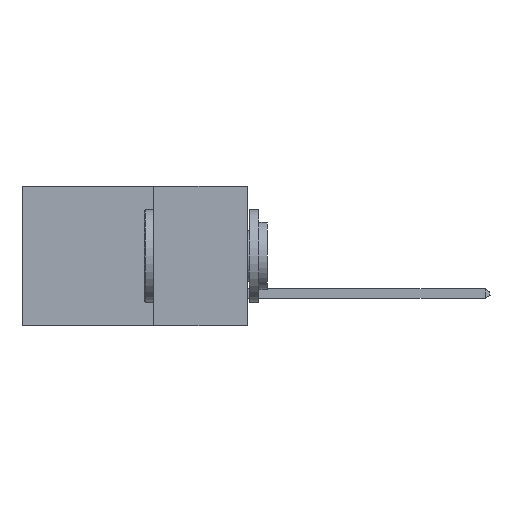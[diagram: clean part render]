
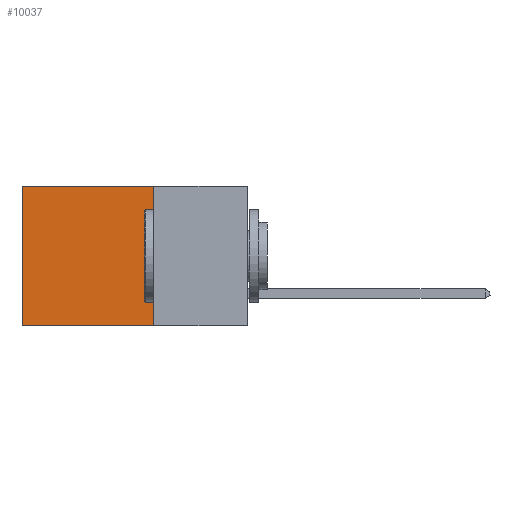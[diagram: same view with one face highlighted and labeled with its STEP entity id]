
A CAD part, left-side view. The second image highlights one B-rep face of the part: STEP entity #10037.
In plain terms, the highlighted planar face has unit normal (-1, 0, 0).
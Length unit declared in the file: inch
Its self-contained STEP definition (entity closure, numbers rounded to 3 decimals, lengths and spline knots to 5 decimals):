
#1472 = DIRECTION ( 'NONE',  ( 0., 0., -1. ) ) ;
#1737 = EDGE_CURVE ( 'NONE', #12882, #11173, #19210, .T. ) ;
#2622 = FACE_OUTER_BOUND ( 'NONE', #3787, .T. ) ;
#2990 = VERTEX_POINT ( 'NONE', #14280 ) ;
#3787 = EDGE_LOOP ( 'NONE', ( #9077, #7371, #18507, #11951 ) ) ;
#4428 = EDGE_CURVE ( 'NONE', #11173, #5205, #16784, .T. ) ;
#5205 = VERTEX_POINT ( 'NONE', #10100 ) ;
#5232 = CARTESIAN_POINT ( 'NONE',  ( 0.298, 0.25, -0.37 ) ) ;
#5445 = CARTESIAN_POINT ( 'NONE',  ( 0.298, 0.25, -0.37 ) ) ;
#6132 = EDGE_CURVE ( 'NONE', #12882, #2990, #19289, .T. ) ;
#6972 = VECTOR ( 'NONE', #10865, 39.37008 ) ;
#7371 = ORIENTED_EDGE ( 'NONE', *, *, #4428, .F. ) ;
#7397 = DIRECTION ( 'NONE',  ( 0., 0., -1. ) ) ;
#8925 = VECTOR ( 'NONE', #18425, 39.37008 ) ;
#9077 = ORIENTED_EDGE ( 'NONE', *, *, #22436, .T. ) ;
#10037 = ADVANCED_FACE ( 'NONE', ( #2622 ), #11238, .F. ) ;
#10100 = CARTESIAN_POINT ( 'NONE',  ( 0.298, 0.6, -0.37 ) ) ;
#10253 = VECTOR ( 'NONE', #20505, 39.37008 ) ;
#10865 = DIRECTION ( 'NONE',  ( 0., 1., 0. ) ) ;
#11173 = VERTEX_POINT ( 'NONE', #5445 ) ;
#11238 = PLANE ( 'NONE',  #17771 ) ;
#11951 = ORIENTED_EDGE ( 'NONE', *, *, #6132, .T. ) ;
#12882 = VERTEX_POINT ( 'NONE', #13235 ) ;
#12961 = LINE ( 'NONE', #21658, #23339 ) ;
#13235 = CARTESIAN_POINT ( 'NONE',  ( 0.298, 0.25, 0. ) ) ;
#14280 = CARTESIAN_POINT ( 'NONE',  ( 0.298, 0.6, 0. ) ) ;
#14627 = CARTESIAN_POINT ( 'NONE',  ( 0.298, 0.25, 0. ) ) ;
#14819 = CARTESIAN_POINT ( 'NONE',  ( 0.298, 0.25, 0. ) ) ;
#14882 = CARTESIAN_POINT ( 'NONE',  ( 0.298, 0.25, 0. ) ) ;
#16784 = LINE ( 'NONE', #5232, #6972 ) ;
#17771 = AXIS2_PLACEMENT_3D ( 'NONE', #14882, #20223, #7397 ) ;
#18425 = DIRECTION ( 'NONE',  ( 0., 1., 0. ) ) ;
#18507 = ORIENTED_EDGE ( 'NONE', *, *, #1737, .F. ) ;
#19210 = LINE ( 'NONE', #14627, #10253 ) ;
#19289 = LINE ( 'NONE', #14819, #8925 ) ;
#20223 = DIRECTION ( 'NONE',  ( 1., 0., 0. ) ) ;
#20505 = DIRECTION ( 'NONE',  ( 0., 0., -1. ) ) ;
#21658 = CARTESIAN_POINT ( 'NONE',  ( 0.298, 0.6, 0. ) ) ;
#22436 = EDGE_CURVE ( 'NONE', #2990, #5205, #12961, .T. ) ;
#23339 = VECTOR ( 'NONE', #1472, 39.37008 ) ;
